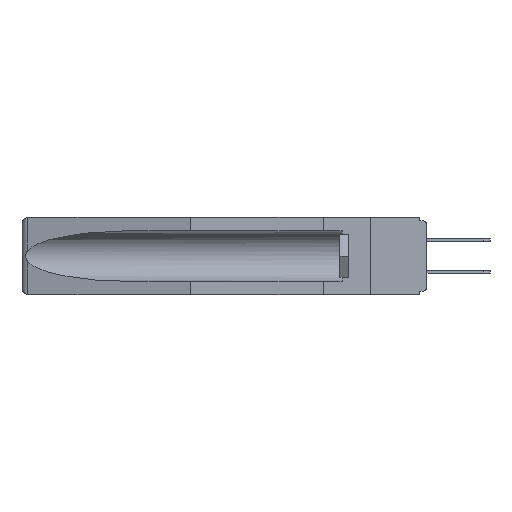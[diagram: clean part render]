
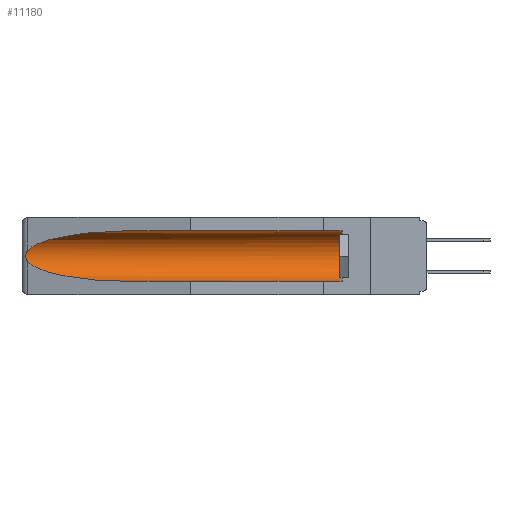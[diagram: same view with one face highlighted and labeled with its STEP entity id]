
A CAD part, left-side view. The second image highlights one B-rep face of the part: STEP entity #11180.
In plain terms, the highlighted cylindrical face has radius 2.857 mm (diameter 5.715 mm), a partial arc.
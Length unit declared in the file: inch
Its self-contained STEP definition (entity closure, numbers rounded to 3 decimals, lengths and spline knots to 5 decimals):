
#117 = DIRECTION ( 'NONE',  ( 0., 1., 0. ) ) ;
#433 = AXIS2_PLACEMENT_3D ( 'NONE', #2774, #4346, #7347 ) ;
#676 = EDGE_CURVE ( 'NONE', #17814, #10471, #4729, .T. ) ;
#740 = CARTESIAN_POINT ( 'NONE',  ( 0.26537, 1.52718, -0.14972 ) ) ;
#1415 = CARTESIAN_POINT ( 'NONE',  ( 0.26537, 1.52718, -0.14972 ) ) ;
#1547 = CARTESIAN_POINT ( 'NONE',  ( 0.155, -0.30754, -0.1715 ) ) ;
#1705 = ORIENTED_EDGE ( 'NONE', *, *, #12197, .F. ) ;
#2127 = VERTEX_POINT ( 'NONE', #9064 ) ;
#2416 = DIRECTION ( 'NONE',  ( 0., 1., 0. ) ) ;
#2648 = AXIS2_PLACEMENT_3D ( 'NONE', #1547, #10518, #12000 ) ;
#2774 = CARTESIAN_POINT ( 'NONE',  ( 0.155, 0.126, -0.1715 ) ) ;
#2824 = CARTESIAN_POINT ( 'NONE',  ( 0.26654, 1.53092, -0.15636 ) ) ;
#2888 = CARTESIAN_POINT ( 'NONE',  ( 0.2675, 1.53308, -0.16763 ) ) ;
#3024 = CARTESIAN_POINT ( 'NONE',  ( 0.26537, 1.52718, -0.19328 ) ) ;
#4346 = DIRECTION ( 'NONE',  ( 0., -1., 0. ) ) ;
#4729 = CIRCLE ( 'NONE', #433, 0.1125 ) ;
#4832 = B_SPLINE_CURVE_WITH_KNOTS ( 'NONE', 3,
 ( #17675, #8853, #2824, #14645, #2888, #13229, #10227, #16112, #17613, #3024 ),
 .UNSPECIFIED., .F., .F.,
 ( 4, 2, 2, 2, 4 ),
 ( 0., 0.00029, 0.00058, 0.00087, 0.00117 ),
 .UNSPECIFIED. ) ;
#5006 = ORIENTED_EDGE ( 'NONE', *, *, #16025, .T. ) ;
#5119 = ORIENTED_EDGE ( 'NONE', *, *, #19127, .T. ) ;
#5140 = CARTESIAN_POINT ( 'NONE',  ( 0.26537, 1.52718, -0.19328 ) ) ;
#6360 = VERTEX_POINT ( 'NONE', #8309 ) ;
#6971 = CYLINDRICAL_SURFACE ( 'NONE', #2648, 0.1125 ) ;
#7280 = EDGE_CURVE ( 'NONE', #10471, #18190, #9939, .T. ) ;
#7347 = DIRECTION ( 'NONE',  ( 0., 0., 1. ) ) ;
#8309 = CARTESIAN_POINT ( 'NONE',  ( 0.155, 1.07973, -0.284 ) ) ;
#8743 = CARTESIAN_POINT ( 'NONE',  ( 0.25451, 1.48313, -0.09465 ) ) ;
#8853 = CARTESIAN_POINT ( 'NONE',  ( 0.26597, 1.52961, -0.15275 ) ) ;
#9009 = EDGE_LOOP ( 'NONE', ( #5119, #18704, #5006, #1705, #9054, #11642 ) ) ;
#9054 = ORIENTED_EDGE ( 'NONE', *, *, #676, .T. ) ;
#9064 = CARTESIAN_POINT ( 'NONE',  ( 0.26537, 1.52718, -0.19328 ) ) ;
#9939 = LINE ( 'NONE', #17375, #11579 ) ;
#10227 = CARTESIAN_POINT ( 'NONE',  ( 0.2673, 1.53269, -0.17917 ) ) ;
#10248 = CARTESIAN_POINT ( 'NONE',  ( 0.21114, 1.30732, -0.059 ) ) ;
#10471 = VERTEX_POINT ( 'NONE', #18529 ) ;
#10518 = DIRECTION ( 'NONE',  ( 0., 1., 0. ) ) ;
#10883 = LINE ( 'NONE', #18571, #18278 ) ;
#11125 = CARTESIAN_POINT ( 'NONE',  ( 0.21114, 1.30732, -0.284 ) ) ;
#11180 = ADVANCED_FACE ( 'NONE', ( #15304 ), #6971, .F. ) ;
#11425 =( BOUNDED_CURVE ( )  B_SPLINE_CURVE ( 3, ( #11816, #10248, #8743, #1415 ),
 .UNSPECIFIED., .F., .F. ) 
 B_SPLINE_CURVE_WITH_KNOTS ( ( 4, 4 ),
 ( 4.71239, 6.08839 ),
 .UNSPECIFIED. ) 
 CURVE ( )  GEOMETRIC_REPRESENTATION_ITEM ( )  RATIONAL_B_SPLINE_CURVE ( ( 1., 0.848, 0.848, 1. ) ) 
 REPRESENTATION_ITEM ( '' )  );
#11579 = VECTOR ( 'NONE', #117, 39.37008 ) ;
#11642 = ORIENTED_EDGE ( 'NONE', *, *, #7280, .T. ) ;
#11816 = CARTESIAN_POINT ( 'NONE',  ( 0.155, 1.07973, -0.059 ) ) ;
#12000 = DIRECTION ( 'NONE',  ( 0., 0., 1. ) ) ;
#12197 = EDGE_CURVE ( 'NONE', #17814, #6360, #10883, .T. ) ;
#12601 = CARTESIAN_POINT ( 'NONE',  ( 0.155, 1.07973, -0.284 ) ) ;
#13229 = CARTESIAN_POINT ( 'NONE',  ( 0.2675, 1.53308, -0.17534 ) ) ;
#14140 = VERTEX_POINT ( 'NONE', #740 ) ;
#14645 = CARTESIAN_POINT ( 'NONE',  ( 0.2673, 1.5327, -0.16383 ) ) ;
#15155 = CARTESIAN_POINT ( 'NONE',  ( 0.155, 1.07973, -0.059 ) ) ;
#15297 = EDGE_CURVE ( 'NONE', #14140, #2127, #4832, .T. ) ;
#15304 = FACE_OUTER_BOUND ( 'NONE', #9009, .T. ) ;
#15490 = CARTESIAN_POINT ( 'NONE',  ( 0.155, 0.126, -0.284 ) ) ;
#16025 = EDGE_CURVE ( 'NONE', #2127, #6360, #16037, .T. ) ;
#16037 =( BOUNDED_CURVE ( )  B_SPLINE_CURVE ( 3, ( #5140, #18425, #11125, #12601 ),
 .UNSPECIFIED., .F., .F. ) 
 B_SPLINE_CURVE_WITH_KNOTS ( ( 4, 4 ),
 ( 0.1948, 1.5708 ),
 .UNSPECIFIED. ) 
 CURVE ( )  GEOMETRIC_REPRESENTATION_ITEM ( )  RATIONAL_B_SPLINE_CURVE ( ( 1., 0.848, 0.848, 1. ) ) 
 REPRESENTATION_ITEM ( '' )  );
#16112 = CARTESIAN_POINT ( 'NONE',  ( 0.26655, 1.53094, -0.18657 ) ) ;
#17375 = CARTESIAN_POINT ( 'NONE',  ( 0.155, -0.30754, -0.059 ) ) ;
#17613 = CARTESIAN_POINT ( 'NONE',  ( 0.26597, 1.5296, -0.19026 ) ) ;
#17675 = CARTESIAN_POINT ( 'NONE',  ( 0.26537, 1.52718, -0.14972 ) ) ;
#17814 = VERTEX_POINT ( 'NONE', #15490 ) ;
#18190 = VERTEX_POINT ( 'NONE', #15155 ) ;
#18278 = VECTOR ( 'NONE', #2416, 39.37008 ) ;
#18425 = CARTESIAN_POINT ( 'NONE',  ( 0.25451, 1.48313, -0.24835 ) ) ;
#18529 = CARTESIAN_POINT ( 'NONE',  ( 0.155, 0.126, -0.059 ) ) ;
#18571 = CARTESIAN_POINT ( 'NONE',  ( 0.155, -0.30754, -0.284 ) ) ;
#18704 = ORIENTED_EDGE ( 'NONE', *, *, #15297, .T. ) ;
#19127 = EDGE_CURVE ( 'NONE', #18190, #14140, #11425, .T. ) ;
